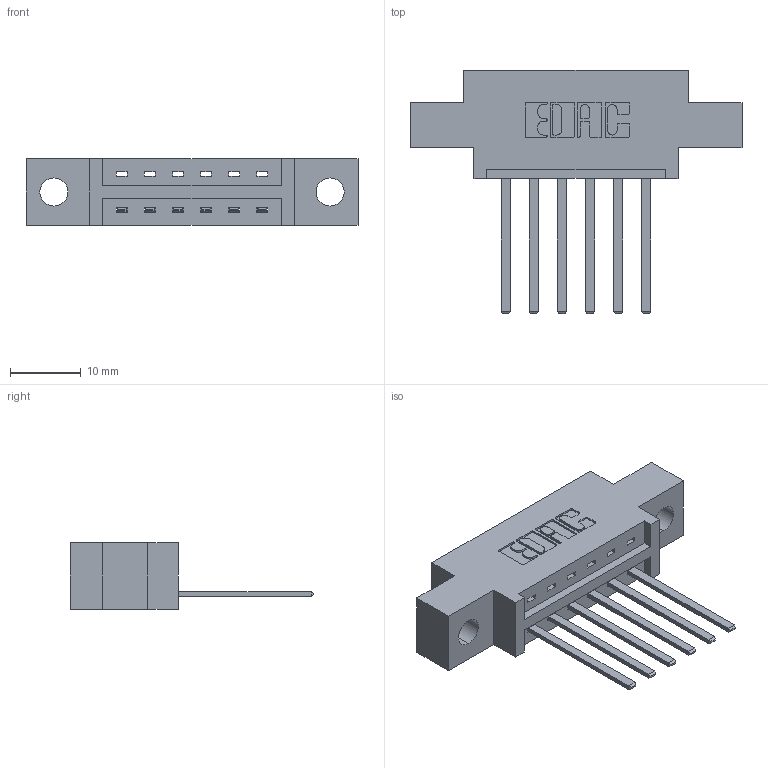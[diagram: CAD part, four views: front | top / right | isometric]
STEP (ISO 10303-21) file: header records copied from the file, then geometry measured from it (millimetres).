
FILE_DESCRIPTION (( 'STEP AP203' ), '1' );
FILE_NAME ('387-006-544-604.STEP', '2018-08-13T04:14:12', ( '' ), ( '' ), 'SwSTEP 2.0', 'SolidWorks 2016', '' );
FILE_SCHEMA (( 'CONFIG_CONTROL_DESIGN' ));
Length unit declared in the file: inch
Products named in the file (3): 337 Part_0.170 Offset - 0.156 Dia-TH; 345-292-001_345-293-144; 387-006-544-604
Assembly tree (7 placements, depth 2):
  387-006-544-604
    337 Part_0.170 Offset - 0.156 Dia-TH
    345-292-001_345-293-144  x6
Bounding box: 46.79 x 34.3 x 9.4 mm (x, y, z)
Volume: 4276.3 mm3; surface area: 4339.4 mm2
Topology: 7 solids, 7 shells, 454 faces, 1343 edges, 886 vertices
Faces by surface type: plane 326, cylinder 128
Entity records: 9067 total; most frequent: CARTESIAN_POINT 1584, ORIENTED_EDGE 1526, DIRECTION 1403, EDGE_CURVE 763, LINE 639, VECTOR 639, VERTEX_POINT 506, AXIS2_PLACEMENT_3D 382
